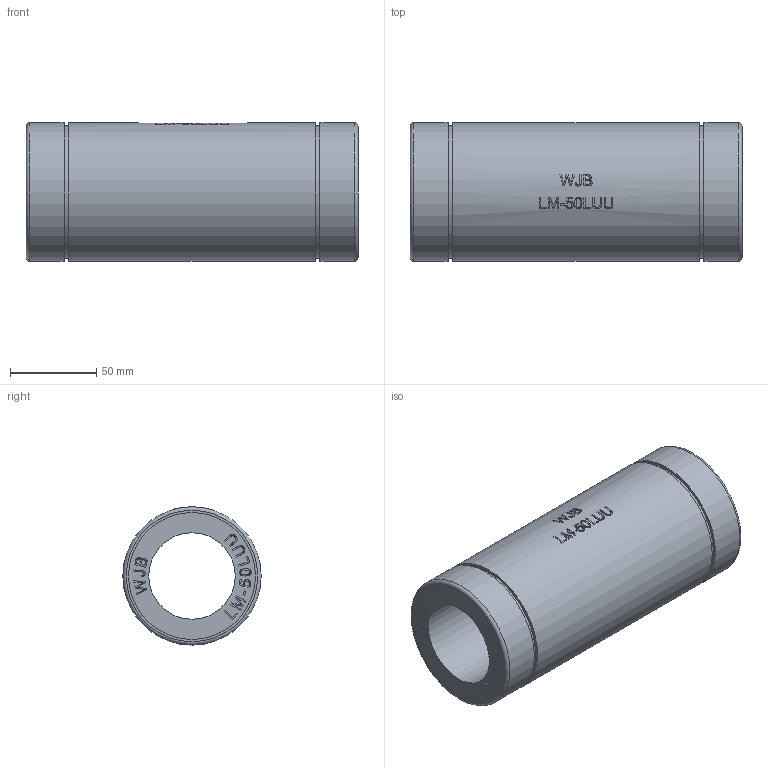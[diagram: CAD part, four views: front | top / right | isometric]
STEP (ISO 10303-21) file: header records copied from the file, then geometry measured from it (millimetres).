
FILE_DESCRIPTION(/* description */ (''),/* implementation_level */ '2;1');
FILE_NAME(/* name */ 'WJB-LM50LUU.stp',/* time_stamp */ '2018-09-04T23:17:29+08:00',/* author */ (''),/* organization */ (''),/* preprocessor_version */ 'ST-DEVELOPER v11',/* originating_system */ 'SIEMENS UGS NX 6.0',/* authorisation */ '');
FILE_SCHEMA (('CONFIG_CONTROL_DESIGN'));
Length unit declared in the file: millimetre
Products named in the file (1): WJB-LM50LUU
Bounding box: 192 x 80 x 80 mm (x, y, z)
Volume: 584884 mm3; surface area: 85884.6 mm2
Topology: 1 solids, 1 shells, 306 faces, 780 edges, 524 vertices
Faces by surface type: plane 195, extrusion 87, cylinder 22, torus 2
Full cylindrical faces by diameter (mm): 50 x1, 73.4 x2, 76.5 x2, 80 x3
Entity records: 11803 total; most frequent: CARTESIAN_POINT 4778, ORIENTED_EDGE 1540, DIRECTION 1103, EDGE_CURVE 770, VERTEX_POINT 524, VECTOR 491, LINE 404, B_SPLINE_CURVE_WITH_KNOTS 367
